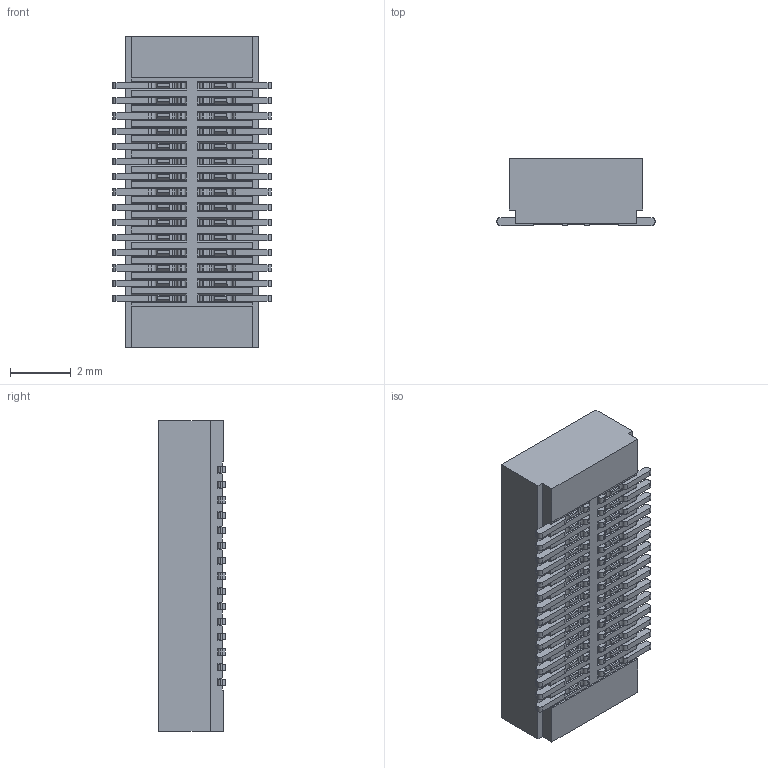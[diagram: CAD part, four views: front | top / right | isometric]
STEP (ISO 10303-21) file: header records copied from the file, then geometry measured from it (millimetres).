
FILE_DESCRIPTION((''),'2;1');
FILE_NAME('FBB05003-F30-H22','2020-01-17T',('gongcheng6'),(''),'PRO/ENGINEER BY PARAMETRIC TECHNOLOGY CORPORATION, 2010280','PRO/ENGINEER BY PARAMETRIC TECHNOLOGY CORPORATION, 2010280','');
FILE_SCHEMA(('CONFIG_CONTROL_DESIGN'));
Products named in the file (1): FBB05003-F30-H22
Bounding box: 5.2 x 2.2 x 10.2 mm (x, y, z)
Volume: 71.6 mm3; surface area: 410.1 mm2
Topology: 1 solids, 1 shells, 1742 faces, 5392 edges, 3684 vertices
Faces by surface type: plane 1232, cylinder 510
Entity records: 60549 total; most frequent: CARTESIAN_POINT 11521, ORIENTED_EDGE 10784, DIRECTION 9760, EDGE_CURVE 5392, VECTOR 4116, LINE 4116, VERTEX_POINT 3684, AXIS2_PLACEMENT_3D 2822
